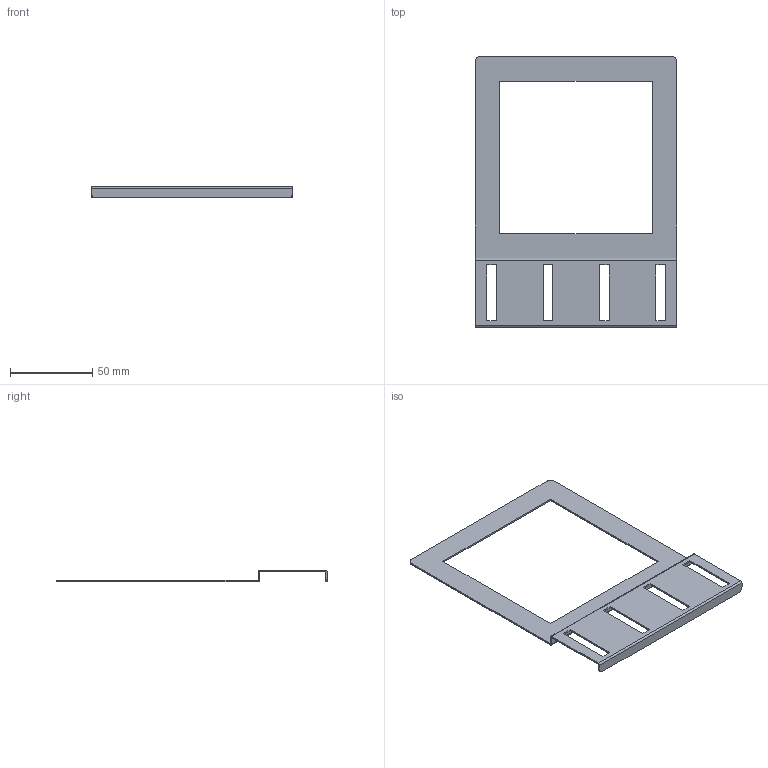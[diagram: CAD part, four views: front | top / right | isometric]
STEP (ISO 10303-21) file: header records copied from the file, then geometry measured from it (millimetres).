
FILE_DESCRIPTION (( 'STEP AP203' ), '1' );
FILE_NAME ('R5DPC96.step', '2011-04-07T11:34:30', ( 'User' ), ( 'DKC' ), 'SwSTEP 2.0', 'SolidWorks 2011', '' );
FILE_SCHEMA (( 'CONFIG_CONTROL_DESIGN' ));
Length unit declared in the file: millimetre
Products named in the file (1): R5DPC96
Bounding box: 122.5 x 164.5 x 7 mm (x, y, z)
Volume: 12146.6 mm3; surface area: 25574.6 mm2
Topology: 1 solids, 1 shells, 54 faces, 132 edges, 80 vertices
Faces by surface type: plane 44, cylinder 10
Entity records: 1641 total; most frequent: CARTESIAN_POINT 267, ORIENTED_EDGE 264, DIRECTION 262, EDGE_CURVE 132, VECTOR 112, LINE 112, VERTEX_POINT 80, AXIS2_PLACEMENT_3D 75
